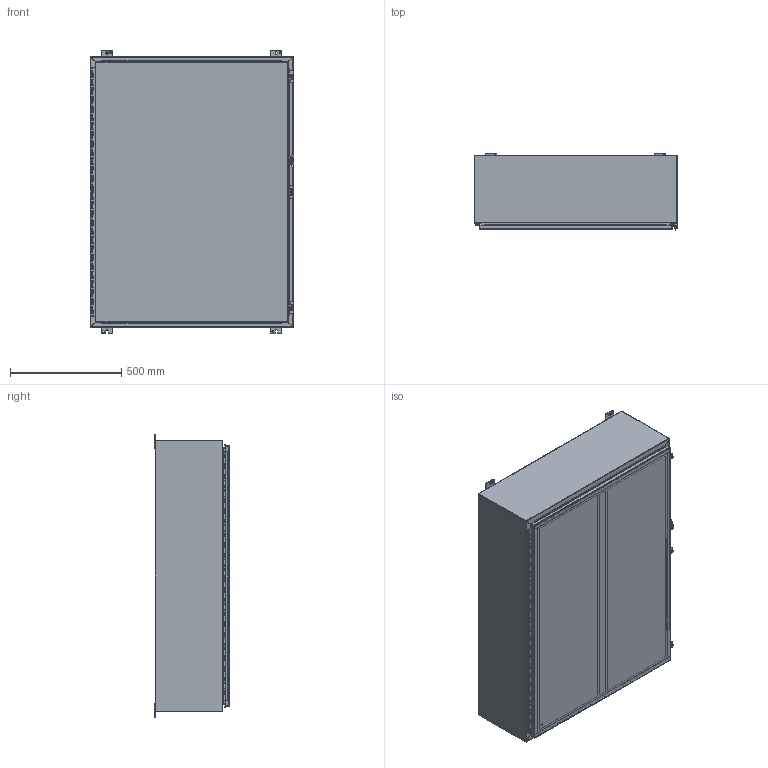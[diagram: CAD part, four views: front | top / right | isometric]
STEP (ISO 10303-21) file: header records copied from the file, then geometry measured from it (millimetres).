
FILE_DESCRIPTION (( 'STEP AP203' ), '1' );
FILE_NAME ('1418S12_Default.step', '2019-11-02T18:38:02', ( '' ), ( '' ), 'SwSTEP 2.0', 'SolidWorks 2019', '' );
FILE_SCHEMA (( 'CONFIG_CONTROL_DESIGN' ));
Length unit declared in the file: inch
Products named in the file (1): 1418S12_Default
Bounding box: 917.58 x 341.3 x 1276.35 mm (x, y, z)
Volume: 10459340.6 mm3; surface area: 10705038.3 mm2
Topology: 56 solids, 56 shells, 1736 faces, 4540 edges, 2960 vertices
Faces by surface type: plane 995, cylinder 631, bspline 92, cone 18
Entity records: 55877 total; most frequent: CARTESIAN_POINT 12589, ORIENTED_EDGE 9080, DIRECTION 8930, EDGE_CURVE 4540, LINE 3056, VECTOR 3056, VERTEX_POINT 2960, AXIS2_PLACEMENT_3D 2937
